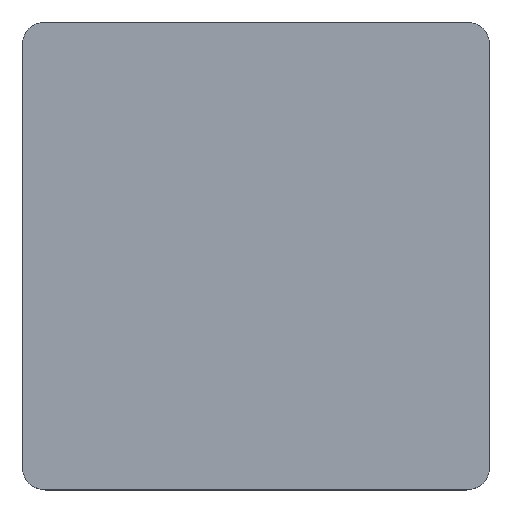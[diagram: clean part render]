
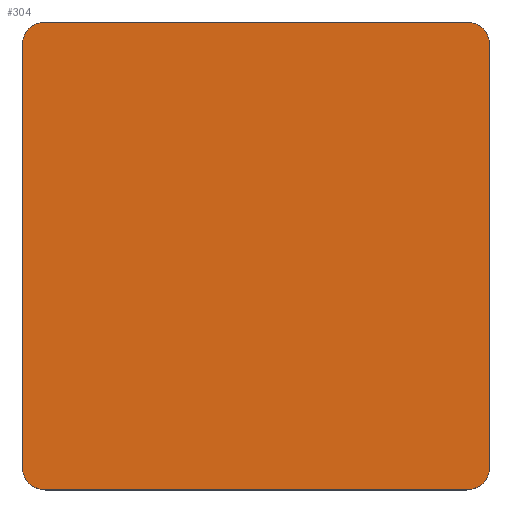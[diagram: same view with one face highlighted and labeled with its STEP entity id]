
A CAD part, top view. The second image highlights one B-rep face of the part: STEP entity #304.
In plain terms, the highlighted planar face has unit normal (0, 0, 1).
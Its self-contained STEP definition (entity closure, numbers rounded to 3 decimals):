
#2 = VERTEX_POINT ( 'NONE', #240 ) ;
#5 = VERTEX_POINT ( 'NONE', #26 ) ;
#6 = EDGE_CURVE ( 'NONE', #55, #283, #28, .T. ) ;
#7 = CIRCLE ( 'NONE', #259, 20. ) ;
#8 = VECTOR ( 'NONE', #144, 1000. ) ;
#16 = CARTESIAN_POINT ( 'NONE',  ( 97.5, -77.5, 25. ) ) ;
#18 = EDGE_CURVE ( 'NONE', #73, #55, #67, .T. ) ;
#22 = ORIENTED_EDGE ( 'NONE', *, *, #18, .T. ) ;
#26 = CARTESIAN_POINT ( 'NONE',  ( -282.5, -97.5, 25. ) ) ;
#28 = LINE ( 'NONE', #288, #237 ) ;
#34 = LINE ( 'NONE', #271, #300 ) ;
#42 = CARTESIAN_POINT ( 'NONE',  ( -302.5, -77.5, 25. ) ) ;
#49 = VERTEX_POINT ( 'NONE', #106 ) ;
#50 = DIRECTION ( 'NONE',  ( 1., 0., 0. ) ) ;
#54 = VECTOR ( 'NONE', #225, 1000. ) ;
#55 = VERTEX_POINT ( 'NONE', #210 ) ;
#58 = ORIENTED_EDGE ( 'NONE', *, *, #68, .T. ) ;
#62 = DIRECTION ( 'NONE',  ( -1., 0., 0. ) ) ;
#67 = CIRCLE ( 'NONE', #315, 20. ) ;
#68 = EDGE_CURVE ( 'NONE', #283, #5, #135, .T. ) ;
#73 = VERTEX_POINT ( 'NONE', #295 ) ;
#74 = DIRECTION ( 'NONE',  ( 0., 0., 1. ) ) ;
#75 = ORIENTED_EDGE ( 'NONE', *, *, #6, .T. ) ;
#96 = CARTESIAN_POINT ( 'NONE',  ( -302.5, -97.5, 25. ) ) ;
#105 = AXIS2_PLACEMENT_3D ( 'NONE', #204, #232, #126 ) ;
#106 = CARTESIAN_POINT ( 'NONE',  ( 77.5, -97.5, 25. ) ) ;
#107 = CARTESIAN_POINT ( 'NONE',  ( -282.5, -77.5, 25. ) ) ;
#110 = ORIENTED_EDGE ( 'NONE', *, *, #234, .T. ) ;
#119 = LINE ( 'NONE', #174, #8 ) ;
#121 = CARTESIAN_POINT ( 'NONE',  ( 77.5, 302.5, 25. ) ) ;
#125 = EDGE_CURVE ( 'NONE', #49, #127, #7, .T. ) ;
#126 = DIRECTION ( 'NONE',  ( 1., 0., 0. ) ) ;
#127 = VERTEX_POINT ( 'NONE', #16 ) ;
#131 = DIRECTION ( 'NONE',  ( 0., 0., 1. ) ) ;
#135 = CIRCLE ( 'NONE', #324, 20. ) ;
#144 = DIRECTION ( 'NONE',  ( 0., 1., 0. ) ) ;
#145 = DIRECTION ( 'NONE',  ( 0., 0., 1. ) ) ;
#174 = CARTESIAN_POINT ( 'NONE',  ( 97.5, 302.5, 25. ) ) ;
#176 = PLANE ( 'NONE',  #105 ) ;
#178 = EDGE_CURVE ( 'NONE', #215, #73, #34, .T. ) ;
#186 = ORIENTED_EDGE ( 'NONE', *, *, #125, .T. ) ;
#201 = EDGE_CURVE ( 'NONE', #127, #2, #119, .T. ) ;
#202 = LINE ( 'NONE', #96, #54 ) ;
#204 = CARTESIAN_POINT ( 'NONE',  ( 0., 0., 25. ) ) ;
#210 = CARTESIAN_POINT ( 'NONE',  ( -302.5, 282.5, 25. ) ) ;
#212 = DIRECTION ( 'NONE',  ( 0., 0., 1. ) ) ;
#215 = VERTEX_POINT ( 'NONE', #121 ) ;
#225 = DIRECTION ( 'NONE',  ( 1., 0., 0. ) ) ;
#232 = DIRECTION ( 'NONE',  ( 0., 0., 1. ) ) ;
#234 = EDGE_CURVE ( 'NONE', #5, #49, #202, .T. ) ;
#237 = VECTOR ( 'NONE', #264, 1000. ) ;
#239 = DIRECTION ( 'NONE',  ( 1., 0., 0. ) ) ;
#240 = CARTESIAN_POINT ( 'NONE',  ( 97.5, 282.5, 25. ) ) ;
#249 = ORIENTED_EDGE ( 'NONE', *, *, #331, .T. ) ;
#259 = AXIS2_PLACEMENT_3D ( 'NONE', #296, #145, #322 ) ;
#264 = DIRECTION ( 'NONE',  ( 0., -1., 0. ) ) ;
#271 = CARTESIAN_POINT ( 'NONE',  ( -302.5, 302.5, 25. ) ) ;
#272 = CIRCLE ( 'NONE', #310, 20. ) ;
#280 = ORIENTED_EDGE ( 'NONE', *, *, #201, .T. ) ;
#283 = VERTEX_POINT ( 'NONE', #42 ) ;
#285 = CARTESIAN_POINT ( 'NONE',  ( 77.5, 282.5, 25. ) ) ;
#288 = CARTESIAN_POINT ( 'NONE',  ( -302.5, 302.5, 25. ) ) ;
#292 = CARTESIAN_POINT ( 'NONE',  ( -282.5, 282.5, 25. ) ) ;
#295 = CARTESIAN_POINT ( 'NONE',  ( -282.5, 302.5, 25. ) ) ;
#296 = CARTESIAN_POINT ( 'NONE',  ( 77.5, -77.5, 25. ) ) ;
#300 = VECTOR ( 'NONE', #62, 1000. ) ;
#304 = ADVANCED_FACE ( 'NONE', ( #334 ), #176, .T. ) ;
#309 = EDGE_LOOP ( 'NONE', ( #75, #58, #110, #186, #280, #249, #337, #22 ) ) ;
#310 = AXIS2_PLACEMENT_3D ( 'NONE', #285, #74, #50 ) ;
#315 = AXIS2_PLACEMENT_3D ( 'NONE', #292, #131, #239 ) ;
#322 = DIRECTION ( 'NONE',  ( 1., 0., 0. ) ) ;
#323 = DIRECTION ( 'NONE',  ( 1., 0., 0. ) ) ;
#324 = AXIS2_PLACEMENT_3D ( 'NONE', #107, #212, #323 ) ;
#331 = EDGE_CURVE ( 'NONE', #2, #215, #272, .T. ) ;
#334 = FACE_OUTER_BOUND ( 'NONE', #309, .T. ) ;
#337 = ORIENTED_EDGE ( 'NONE', *, *, #178, .T. ) ;
